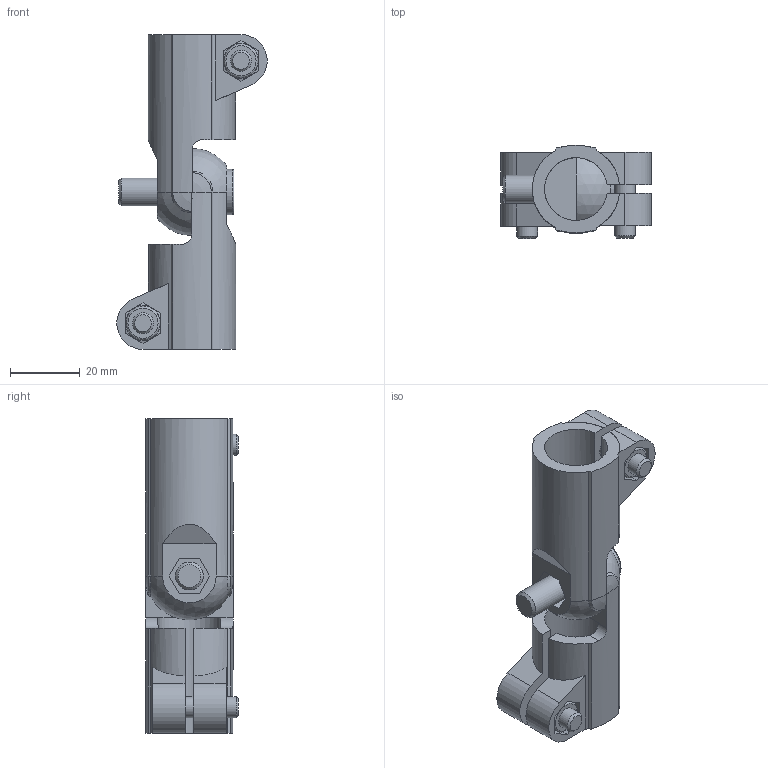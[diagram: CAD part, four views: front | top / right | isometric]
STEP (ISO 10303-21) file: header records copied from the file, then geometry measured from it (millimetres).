
FILE_DESCRIPTION( ( 'STEP AP214' ), '1' );
FILE_NAME( 'K0489.18.stp', '2020-12-08T10:28:04', ( '' ), ( '' ), ' ', 'PARTsolutions', ' ' );
FILE_SCHEMA( ( 'AUTOMOTIVE_DESIGN { 1 0 10303 214 1 1 1 1 }' ) );
Length unit declared in the file: millimetre
Products named in the file (3): K0489.18; _K0489.18_a; _K0869.08X25
Assembly tree (3 placements, depth 2):
  K0489.18
    _K0489.18_a  x2
    _K0869.08X25
Bounding box: 42.97 x 26.51 x 90 mm (x, y, z)
Volume: 29600.4 mm3; surface area: 18187.1 mm2
Topology: 3 solids, 15 shells, 260 faces, 598 edges, 381 vertices
Faces by surface type: plane 173, cylinder 40, cone 32, sphere 10, torus 5
Full cylindrical faces by diameter (mm): 6 x4, 6.1 x2, 6.4 x4, 8 x1, 9.6 x2, 9.9 x2, 13 x1, 14.2 x2, 19.8 x2
Entity records: 4938 total; most frequent: CARTESIAN_POINT 779, DIRECTION 622, ORIENTED_EDGE 578, EDGE_CURVE 289, AXIS2_PLACEMENT_3D 223, VERTEX_POINT 194, LINE 176, VECTOR 176
